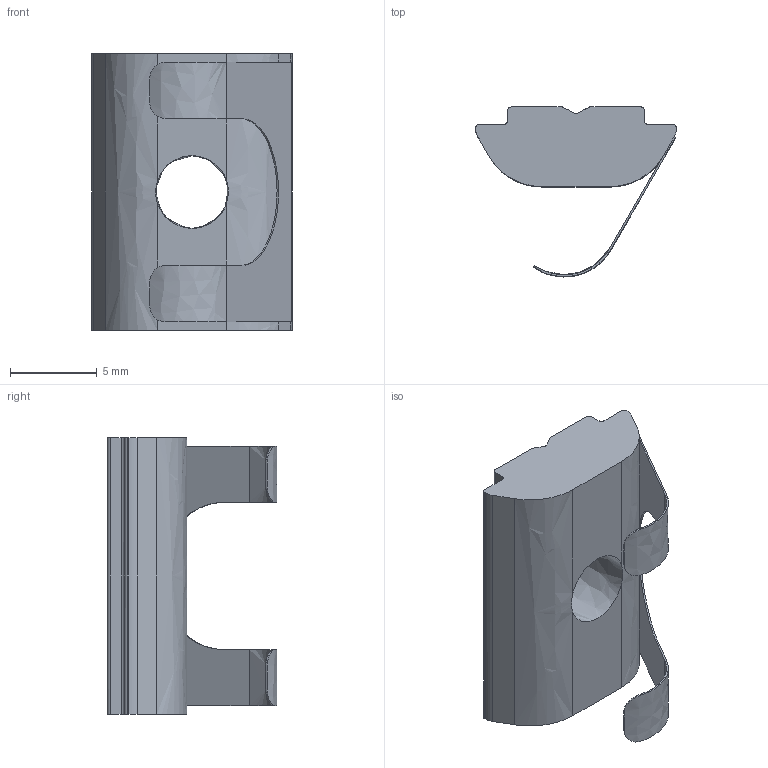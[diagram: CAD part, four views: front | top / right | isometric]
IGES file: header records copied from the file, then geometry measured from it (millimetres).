
Global section: file name: 210509; native system: Autodesk Inventor 2021; preprocessor: unknown; author: T. Włodkowski,; organization: 11; date: 20220805.094325; units: millimetre
Bounding box: 11.6 x 9.8 x 16 mm (x, y, z)
Volume: 626.8 mm3; surface area: 746 mm2
Topology: 1 solids, 1 shells, 54 faces, 158 edges, 104 vertices
Faces by surface type: bspline 54
